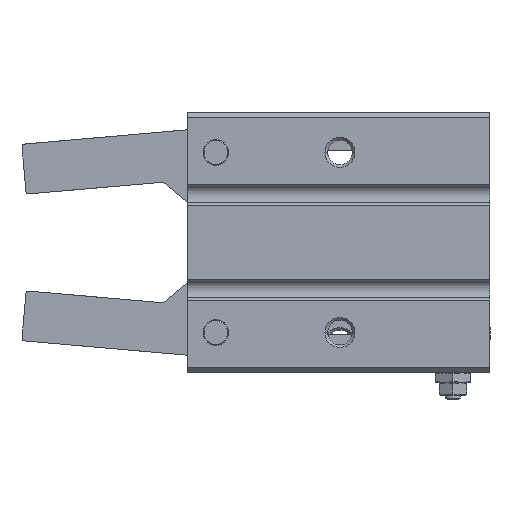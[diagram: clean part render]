
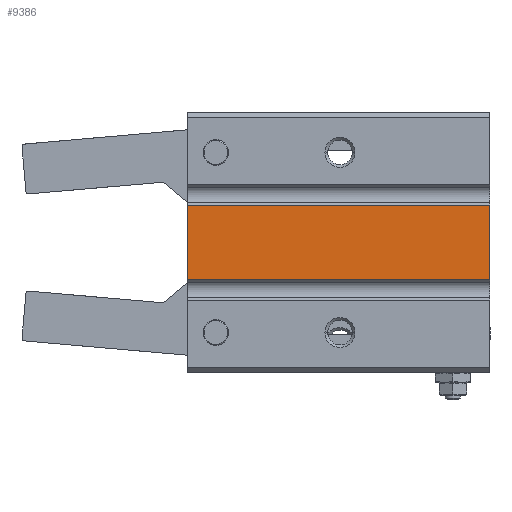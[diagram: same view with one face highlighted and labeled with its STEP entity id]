
A CAD part, front view. The second image highlights one B-rep face of the part: STEP entity #9386.
In plain terms, the highlighted face is planar.
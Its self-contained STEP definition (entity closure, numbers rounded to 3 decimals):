
#176 = AXIS2_PLACEMENT_3D ( 'NONE', #2655, #3647, #245 ) ;
#245 = DIRECTION ( 'NONE',  ( 0., 0., 1. ) ) ;
#398 = VERTEX_POINT ( 'NONE', #2751 ) ;
#743 = CARTESIAN_POINT ( 'NONE',  ( -7.448, 16.8, 0. ) ) ;
#932 = ORIENTED_EDGE ( 'NONE', *, *, #7265, .T. ) ;
#1953 = FACE_OUTER_BOUND ( 'NONE', #8496, .T. ) ;
#2207 = ORIENTED_EDGE ( 'NONE', *, *, #11205, .T. ) ;
#2502 = VERTEX_POINT ( 'NONE', #743 ) ;
#2655 = CARTESIAN_POINT ( 'NONE',  ( 7.448, 16.8, -60.4 ) ) ;
#2751 = CARTESIAN_POINT ( 'NONE',  ( 7.448, 16.8, 0. ) ) ;
#2864 = VECTOR ( 'NONE', #13525, 1000. ) ;
#3145 = VERTEX_POINT ( 'NONE', #6831 ) ;
#3647 = DIRECTION ( 'NONE',  ( 0., 1., 0. ) ) ;
#5149 = CARTESIAN_POINT ( 'NONE',  ( -18.85, 16.8, -60.4 ) ) ;
#5827 = LINE ( 'NONE', #11298, #12080 ) ;
#6731 = DIRECTION ( 'NONE',  ( 0., 0., -1. ) ) ;
#6831 = CARTESIAN_POINT ( 'NONE',  ( -7.448, 16.8, -60.4 ) ) ;
#7231 = VERTEX_POINT ( 'NONE', #8878 ) ;
#7265 = EDGE_CURVE ( 'NONE', #7231, #3145, #7357, .T. ) ;
#7314 = PLANE ( 'NONE',  #176 ) ;
#7357 = LINE ( 'NONE', #5149, #13033 ) ;
#7608 = ORIENTED_EDGE ( 'NONE', *, *, #12587, .T. ) ;
#7699 = DIRECTION ( 'NONE',  ( -1., 0., 0. ) ) ;
#8474 = CARTESIAN_POINT ( 'NONE',  ( -7.448, 16.8, -60.4 ) ) ;
#8496 = EDGE_LOOP ( 'NONE', ( #2207, #14914, #932, #7608 ) ) ;
#8878 = CARTESIAN_POINT ( 'NONE',  ( 7.448, 16.8, -60.4 ) ) ;
#9090 = DIRECTION ( 'NONE',  ( 1., 0., 0. ) ) ;
#9386 = ADVANCED_FACE ( 'NONE', ( #1953 ), #7314, .T. ) ;
#9821 = VECTOR ( 'NONE', #6731, 1000. ) ;
#10361 = LINE ( 'NONE', #13753, #9821 ) ;
#11205 = EDGE_CURVE ( 'NONE', #2502, #398, #5827, .T. ) ;
#11298 = CARTESIAN_POINT ( 'NONE',  ( 7.448, 16.8, 0. ) ) ;
#12080 = VECTOR ( 'NONE', #9090, 1000. ) ;
#12587 = EDGE_CURVE ( 'NONE', #3145, #2502, #13155, .T. ) ;
#13033 = VECTOR ( 'NONE', #7699, 1000. ) ;
#13155 = LINE ( 'NONE', #8474, #2864 ) ;
#13525 = DIRECTION ( 'NONE',  ( 0., 0., 1. ) ) ;
#13753 = CARTESIAN_POINT ( 'NONE',  ( 7.448, 16.8, -60.4 ) ) ;
#14830 = EDGE_CURVE ( 'NONE', #398, #7231, #10361, .T. ) ;
#14914 = ORIENTED_EDGE ( 'NONE', *, *, #14830, .T. ) ;
